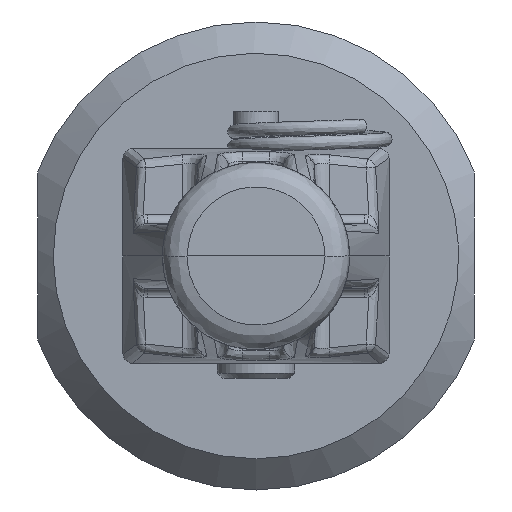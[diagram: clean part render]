
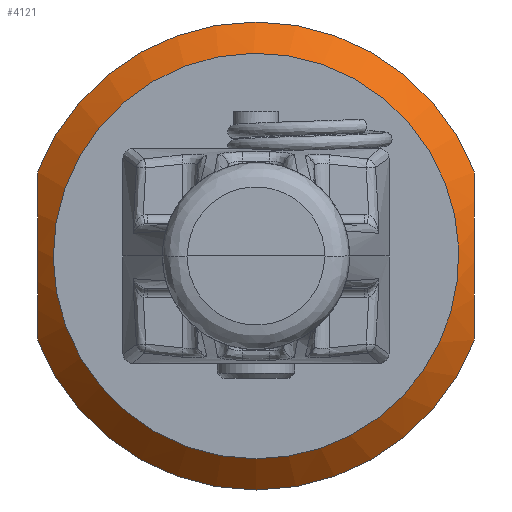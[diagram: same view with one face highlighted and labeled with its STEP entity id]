
A CAD part, left-side view. The second image highlights one B-rep face of the part: STEP entity #4121.
In plain terms, the highlighted conical face has half-angle 45 degrees and reference radius 22.225 mm.
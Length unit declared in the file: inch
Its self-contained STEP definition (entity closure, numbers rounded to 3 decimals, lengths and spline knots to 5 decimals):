
#14=(
BOUNDED_CURVE()
B_SPLINE_CURVE(2,(#9632,#9633,#9634),.UNSPECIFIED.,.F.,.F.)
B_SPLINE_CURVE_WITH_KNOTS((3,3),(0.,1.73902),.UNSPECIFIED.)
CURVE()
GEOMETRIC_REPRESENTATION_ITEM()
RATIONAL_B_SPLINE_CURVE((1.,1.071,1.))
REPRESENTATION_ITEM('')
);
#17=(
BOUNDED_CURVE()
B_SPLINE_CURVE(2,(#9662,#9663,#9664),.UNSPECIFIED.,.F.,.F.)
B_SPLINE_CURVE_WITH_KNOTS((3,3),(0.,1.73902),.UNSPECIFIED.)
CURVE()
GEOMETRIC_REPRESENTATION_ITEM()
RATIONAL_B_SPLINE_CURVE((1.,1.071,1.))
REPRESENTATION_ITEM('')
);
#1027=FACE_BOUND('',#1540,.T.);
#1269=FACE_OUTER_BOUND('',#1539,.T.);
#1539=EDGE_LOOP('',(#3811,#3812,#3813,#3814));
#1540=EDGE_LOOP('',(#3815));
#1765=CIRCLE('',#4481,0.8125);
#1769=CIRCLE('',#4488,0.9375);
#1770=CIRCLE('',#4491,0.9375);
#2118=VERTEX_POINT('',#9630);
#2119=VERTEX_POINT('',#9631);
#2122=VERTEX_POINT('',#9643);
#2126=VERTEX_POINT('',#9657);
#2127=VERTEX_POINT('',#9661);
#2685=EDGE_CURVE('',#2118,#2119,#14,.T.);
#2689=EDGE_CURVE('',#2122,#2122,#1765,.T.);
#2694=EDGE_CURVE('',#2126,#2118,#1769,.T.);
#2696=EDGE_CURVE('',#2127,#2126,#17,.T.);
#2698=EDGE_CURVE('',#2119,#2127,#1770,.T.);
#3811=ORIENTED_EDGE('',*,*,#2685,.T.);
#3812=ORIENTED_EDGE('',*,*,#2698,.T.);
#3813=ORIENTED_EDGE('',*,*,#2696,.T.);
#3814=ORIENTED_EDGE('',*,*,#2694,.T.);
#3815=ORIENTED_EDGE('',*,*,#2689,.T.);
#3890=CONICAL_SURFACE('',#4490,0.875,45.);
#4121=ADVANCED_FACE('',(#1269,#1027),#3890,.T.);
#4481=AXIS2_PLACEMENT_3D('',#9644,#5353,#5354);
#4488=AXIS2_PLACEMENT_3D('',#9658,#5367,#5368);
#4490=AXIS2_PLACEMENT_3D('',#9666,#5373,#5374);
#4491=AXIS2_PLACEMENT_3D('',#9667,#5375,#5376);
#5353=DIRECTION('center_axis',(1.,0.,0.));
#5354=DIRECTION('ref_axis',(0.,0.,
1.));
#5367=DIRECTION('center_axis',(-1.,0.,0.));
#5368=DIRECTION('ref_axis',(0.,0.,
1.));
#5373=DIRECTION('center_axis',(1.,0.,0.));
#5374=DIRECTION('ref_axis',(0.,0.,
1.));
#5375=DIRECTION('center_axis',(-1.,0.,0.));
#5376=DIRECTION('ref_axis',(0.,0.,
1.));
#9630=CARTESIAN_POINT('',(0.125,0.875,0.33657));
#9631=CARTESIAN_POINT('',(0.125,0.875,-0.33657));
#9632=CARTESIAN_POINT('Ctrl Pts',(0.125,0.875,0.33657));
#9633=CARTESIAN_POINT('Ctrl Pts',(0.00417,0.875,0.));
#9634=CARTESIAN_POINT('Ctrl Pts',(0.125,0.875,-0.33657));
#9643=CARTESIAN_POINT('',(0.,0.,-0.8125));
#9644=CARTESIAN_POINT('Origin',(0.,0.,
0.));
#9657=CARTESIAN_POINT('',(0.125,-0.875,0.33657));
#9658=CARTESIAN_POINT('Origin',(0.125,0.,0.));
#9661=CARTESIAN_POINT('',(0.125,-0.875,-0.33657));
#9662=CARTESIAN_POINT('Ctrl Pts',(0.125,-0.875,-0.33657));
#9663=CARTESIAN_POINT('Ctrl Pts',(0.00417,-0.875,0.));
#9664=CARTESIAN_POINT('Ctrl Pts',(0.125,-0.875,0.33657));
#9666=CARTESIAN_POINT('Origin',(0.0625,0.,
0.));
#9667=CARTESIAN_POINT('Origin',(0.125,0.,0.));
